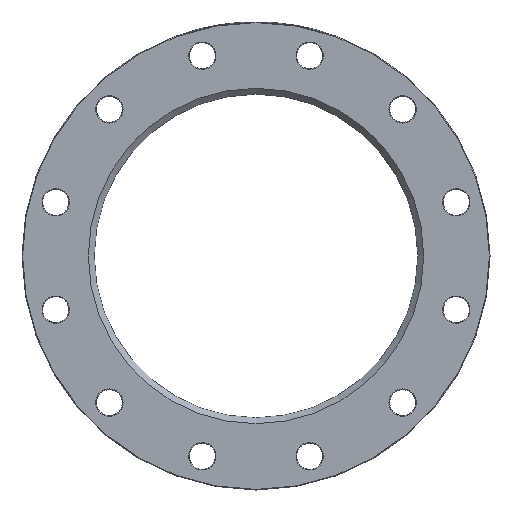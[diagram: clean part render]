
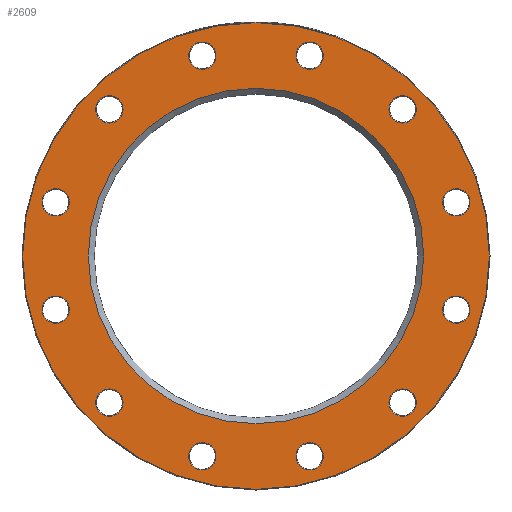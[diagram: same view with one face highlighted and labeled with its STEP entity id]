
A CAD part, left-side view. The second image highlights one B-rep face of the part: STEP entity #2609.
In plain terms, the highlighted planar face has unit normal (-1, 0, 0).
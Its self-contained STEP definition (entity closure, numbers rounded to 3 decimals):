
#62 = CARTESIAN_POINT ( 'NONE',  ( 0., 0., 0. ) ) ;
#71 = CARTESIAN_POINT ( 'NONE',  ( 0., 0., -141.5 ) ) ;
#146 = ORIENTED_EDGE ( 'NONE', *, *, #3874, .T. ) ;
#179 = EDGE_CURVE ( 'NONE', #5208, #5208, #1885, .T. ) ;
#194 = CARTESIAN_POINT ( 'NONE',  ( 0., 169.037, -45.293 ) ) ;
#255 = AXIS2_PLACEMENT_3D ( 'NONE', #5597, #557, #1677 ) ;
#256 = EDGE_CURVE ( 'NONE', #4709, #4709, #6843, .T. ) ;
#279 = CIRCLE ( 'NONE', #5849, 11.5 ) ;
#362 = AXIS2_PLACEMENT_3D ( 'NONE', #4170, #5365, #858 ) ;
#393 = DIRECTION ( 'NONE',  ( 1., 0., 0. ) ) ;
#396 = DIRECTION ( 'NONE',  ( 0., 0., -1. ) ) ;
#404 = EDGE_CURVE ( 'NONE', #2485, #2485, #5829, .T. ) ;
#412 = VERTEX_POINT ( 'NONE', #3350 ) ;
#460 = DIRECTION ( 'NONE',  ( 1., 0., 0. ) ) ;
#498 = AXIS2_PLACEMENT_3D ( 'NONE', #4975, #1504, #5432 ) ;
#556 = EDGE_LOOP ( 'NONE', ( #1655 ) ) ;
#557 = DIRECTION ( 'NONE',  ( 1., 0., 0. ) ) ;
#594 = ORIENTED_EDGE ( 'NONE', *, *, #179, .T. ) ;
#815 = AXIS2_PLACEMENT_3D ( 'NONE', #879, #5820, #1939 ) ;
#839 = CIRCLE ( 'NONE', #255, 141.5 ) ;
#845 = VERTEX_POINT ( 'NONE', #6350 ) ;
#858 = DIRECTION ( 'NONE',  ( 0., 0., -1. ) ) ;
#879 = CARTESIAN_POINT ( 'NONE',  ( 0., 45.293, -169.037 ) ) ;
#884 = FACE_BOUND ( 'NONE', #2946, .T. ) ;
#886 = EDGE_LOOP ( 'NONE', ( #594 ) ) ;
#957 = DIRECTION ( 'NONE',  ( 0., 0., -1. ) ) ;
#1092 = CIRCLE ( 'NONE', #2285, 197. ) ;
#1153 = EDGE_CURVE ( 'NONE', #3613, #3613, #1092, .T. ) ;
#1177 = CIRCLE ( 'NONE', #6045, 11.5 ) ;
#1187 = DIRECTION ( 'NONE',  ( 0., 0., -1. ) ) ;
#1303 = DIRECTION ( 'NONE',  ( 1., 0., 0. ) ) ;
#1354 = CARTESIAN_POINT ( 'NONE',  ( 0., 45.293, 157.537 ) ) ;
#1365 = DIRECTION ( 'NONE',  ( 1., 0., 0. ) ) ;
#1400 = CARTESIAN_POINT ( 'NONE',  ( 0., 123.744, -123.744 ) ) ;
#1425 = FACE_BOUND ( 'NONE', #4689, .T. ) ;
#1499 = FACE_BOUND ( 'NONE', #2552, .T. ) ;
#1504 = DIRECTION ( 'NONE',  ( 1., 0., 0. ) ) ;
#1560 = ORIENTED_EDGE ( 'NONE', *, *, #4143, .T. ) ;
#1629 = AXIS2_PLACEMENT_3D ( 'NONE', #3763, #2092, #957 ) ;
#1639 = AXIS2_PLACEMENT_3D ( 'NONE', #1400, #1365, #5793 ) ;
#1655 = ORIENTED_EDGE ( 'NONE', *, *, #5020, .T. ) ;
#1677 = DIRECTION ( 'NONE',  ( 0., 0., -1. ) ) ;
#1754 = AXIS2_PLACEMENT_3D ( 'NONE', #2717, #460, #2644 ) ;
#1800 = DIRECTION ( 'NONE',  ( 1., 0., 0. ) ) ;
#1807 = DIRECTION ( 'NONE',  ( 0., 0., -1. ) ) ;
#1820 = ORIENTED_EDGE ( 'NONE', *, *, #404, .T. ) ;
#1885 = CIRCLE ( 'NONE', #5941, 11.5 ) ;
#1900 = CARTESIAN_POINT ( 'NONE',  ( 0., -123.744, 112.244 ) ) ;
#1939 = DIRECTION ( 'NONE',  ( 0., 0., -1. ) ) ;
#2008 = CIRCLE ( 'NONE', #4921, 11.5 ) ;
#2037 = DIRECTION ( 'NONE',  ( 0., 0., -1. ) ) ;
#2053 = CARTESIAN_POINT ( 'NONE',  ( 0., 123.744, 112.244 ) ) ;
#2057 = FACE_BOUND ( 'NONE', #6202, .T. ) ;
#2073 = CARTESIAN_POINT ( 'NONE',  ( 0., -45.293, 169.037 ) ) ;
#2092 = DIRECTION ( 'NONE',  ( 1., 0., 0. ) ) ;
#2094 = ORIENTED_EDGE ( 'NONE', *, *, #4591, .T. ) ;
#2194 = EDGE_CURVE ( 'NONE', #845, #845, #7066, .T. ) ;
#2226 = CARTESIAN_POINT ( 'NONE',  ( 0., -169.037, -56.793 ) ) ;
#2233 = CIRCLE ( 'NONE', #2341, 11.5 ) ;
#2285 = AXIS2_PLACEMENT_3D ( 'NONE', #62, #6087, #1187 ) ;
#2341 = AXIS2_PLACEMENT_3D ( 'NONE', #194, #1800, #2852 ) ;
#2485 = VERTEX_POINT ( 'NONE', #4779 ) ;
#2552 = EDGE_LOOP ( 'NONE', ( #2812 ) ) ;
#2554 = CARTESIAN_POINT ( 'NONE',  ( 0., 0., -197. ) ) ;
#2558 = FACE_BOUND ( 'NONE', #886, .T. ) ;
#2597 = FACE_BOUND ( 'NONE', #3241, .T. ) ;
#2609 = ADVANCED_FACE ( 'NONE', ( #6966, #3256, #2558, #5427, #3221, #3183, #6391, #4355, #2057, #2597, #1425, #884, #1499, #3652 ), #7039, .F. ) ;
#2638 = EDGE_LOOP ( 'NONE', ( #3526 ) ) ;
#2644 = DIRECTION ( 'NONE',  ( 0., 0., -1. ) ) ;
#2668 = CARTESIAN_POINT ( 'NONE',  ( 0., 169.037, -56.793 ) ) ;
#2717 = CARTESIAN_POINT ( 'NONE',  ( 0., -169.037, -45.293 ) ) ;
#2812 = ORIENTED_EDGE ( 'NONE', *, *, #4698, .T. ) ;
#2852 = DIRECTION ( 'NONE',  ( 0., 0., -1. ) ) ;
#2946 = EDGE_LOOP ( 'NONE', ( #3498 ) ) ;
#3099 = CARTESIAN_POINT ( 'NONE',  ( 0., -169.037, 33.793 ) ) ;
#3175 = EDGE_LOOP ( 'NONE', ( #5736 ) ) ;
#3183 = FACE_BOUND ( 'NONE', #4498, .T. ) ;
#3221 = FACE_BOUND ( 'NONE', #6947, .T. ) ;
#3239 = CARTESIAN_POINT ( 'NONE',  ( 0., 169.037, 45.293 ) ) ;
#3241 = EDGE_LOOP ( 'NONE', ( #1820 ) ) ;
#3256 = FACE_OUTER_BOUND ( 'NONE', #6253, .T. ) ;
#3350 = CARTESIAN_POINT ( 'NONE',  ( 0., -45.293, 157.537 ) ) ;
#3383 = CARTESIAN_POINT ( 'NONE',  ( 0., -123.744, -135.244 ) ) ;
#3498 = ORIENTED_EDGE ( 'NONE', *, *, #3832, .T. ) ;
#3520 = DIRECTION ( 'NONE',  ( 1., 0., 0. ) ) ;
#3526 = ORIENTED_EDGE ( 'NONE', *, *, #256, .T. ) ;
#3530 = DIRECTION ( 'NONE',  ( 0., 0., -1. ) ) ;
#3613 = VERTEX_POINT ( 'NONE', #2554 ) ;
#3652 = FACE_BOUND ( 'NONE', #556, .T. ) ;
#3685 = VERTEX_POINT ( 'NONE', #4193 ) ;
#3707 = DIRECTION ( 'NONE',  ( 1., 0., 0. ) ) ;
#3718 = ORIENTED_EDGE ( 'NONE', *, *, #1153, .T. ) ;
#3759 = VERTEX_POINT ( 'NONE', #3383 ) ;
#3763 = CARTESIAN_POINT ( 'NONE',  ( 0., 136.5, 0. ) ) ;
#3832 = EDGE_CURVE ( 'NONE', #3685, #3685, #5809, .T. ) ;
#3874 = EDGE_CURVE ( 'NONE', #5893, #5893, #4669, .T. ) ;
#3964 = CARTESIAN_POINT ( 'NONE',  ( 0., 169.037, 33.793 ) ) ;
#4115 = CIRCLE ( 'NONE', #5387, 11.5 ) ;
#4123 = VERTEX_POINT ( 'NONE', #1354 ) ;
#4143 = EDGE_CURVE ( 'NONE', #4123, #4123, #1177, .T. ) ;
#4170 = CARTESIAN_POINT ( 'NONE',  ( 0., -123.744, 123.744 ) ) ;
#4193 = CARTESIAN_POINT ( 'NONE',  ( 0., 123.744, -135.244 ) ) ;
#4355 = FACE_BOUND ( 'NONE', #5991, .T. ) ;
#4364 = ORIENTED_EDGE ( 'NONE', *, *, #5810, .T. ) ;
#4443 = VERTEX_POINT ( 'NONE', #2668 ) ;
#4498 = EDGE_LOOP ( 'NONE', ( #146 ) ) ;
#4503 = DIRECTION ( 'NONE',  ( 1., 0., 0. ) ) ;
#4591 = EDGE_CURVE ( 'NONE', #6498, #6498, #5815, .T. ) ;
#4647 = CARTESIAN_POINT ( 'NONE',  ( 0., 123.744, 123.744 ) ) ;
#4669 = CIRCLE ( 'NONE', #362, 11.5 ) ;
#4689 = EDGE_LOOP ( 'NONE', ( #6925 ) ) ;
#4698 = EDGE_CURVE ( 'NONE', #4443, #4443, #2233, .T. ) ;
#4709 = VERTEX_POINT ( 'NONE', #3099 ) ;
#4779 = CARTESIAN_POINT ( 'NONE',  ( 0., -45.293, -180.537 ) ) ;
#4921 = AXIS2_PLACEMENT_3D ( 'NONE', #2073, #393, #2037 ) ;
#4975 = CARTESIAN_POINT ( 'NONE',  ( 0., -45.293, -169.037 ) ) ;
#5020 = EDGE_CURVE ( 'NONE', #5060, #5060, #279, .T. ) ;
#5060 = VERTEX_POINT ( 'NONE', #3964 ) ;
#5208 = VERTEX_POINT ( 'NONE', #2053 ) ;
#5365 = DIRECTION ( 'NONE',  ( 1., 0., 0. ) ) ;
#5387 = AXIS2_PLACEMENT_3D ( 'NONE', #6872, #3707, #5914 ) ;
#5427 = FACE_BOUND ( 'NONE', #5772, .T. ) ;
#5432 = DIRECTION ( 'NONE',  ( 0., 0., -1. ) ) ;
#5597 = CARTESIAN_POINT ( 'NONE',  ( 0., 0., 0. ) ) ;
#5736 = ORIENTED_EDGE ( 'NONE', *, *, #6165, .T. ) ;
#5772 = EDGE_LOOP ( 'NONE', ( #1560 ) ) ;
#5793 = DIRECTION ( 'NONE',  ( 0., 0., -1. ) ) ;
#5809 = CIRCLE ( 'NONE', #1639, 11.5 ) ;
#5810 = EDGE_CURVE ( 'NONE', #3759, #3759, #4115, .T. ) ;
#5815 = CIRCLE ( 'NONE', #1754, 11.5 ) ;
#5820 = DIRECTION ( 'NONE',  ( 1., 0., 0. ) ) ;
#5829 = CIRCLE ( 'NONE', #498, 11.5 ) ;
#5849 = AXIS2_PLACEMENT_3D ( 'NONE', #3239, #5952, #396 ) ;
#5861 = EDGE_CURVE ( 'NONE', #412, #412, #2008, .T. ) ;
#5893 = VERTEX_POINT ( 'NONE', #1900 ) ;
#5914 = DIRECTION ( 'NONE',  ( 0., 0., -1. ) ) ;
#5941 = AXIS2_PLACEMENT_3D ( 'NONE', #4647, #4503, #6682 ) ;
#5952 = DIRECTION ( 'NONE',  ( 1., 0., 0. ) ) ;
#5991 = EDGE_LOOP ( 'NONE', ( #2094 ) ) ;
#6023 = ORIENTED_EDGE ( 'NONE', *, *, #5861, .T. ) ;
#6045 = AXIS2_PLACEMENT_3D ( 'NONE', #6767, #1303, #3530 ) ;
#6087 = DIRECTION ( 'NONE',  ( -1., 0., 0. ) ) ;
#6165 = EDGE_CURVE ( 'NONE', #6660, #6660, #839, .T. ) ;
#6202 = EDGE_LOOP ( 'NONE', ( #4364 ) ) ;
#6253 = EDGE_LOOP ( 'NONE', ( #3718 ) ) ;
#6350 = CARTESIAN_POINT ( 'NONE',  ( 0., 45.293, -180.537 ) ) ;
#6391 = FACE_BOUND ( 'NONE', #2638, .T. ) ;
#6498 = VERTEX_POINT ( 'NONE', #2226 ) ;
#6660 = VERTEX_POINT ( 'NONE', #71 ) ;
#6682 = DIRECTION ( 'NONE',  ( 0., 0., -1. ) ) ;
#6767 = CARTESIAN_POINT ( 'NONE',  ( 0., 45.293, 169.037 ) ) ;
#6790 = CARTESIAN_POINT ( 'NONE',  ( 0., -169.037, 45.293 ) ) ;
#6843 = CIRCLE ( 'NONE', #6963, 11.5 ) ;
#6872 = CARTESIAN_POINT ( 'NONE',  ( 0., -123.744, -123.744 ) ) ;
#6925 = ORIENTED_EDGE ( 'NONE', *, *, #2194, .T. ) ;
#6947 = EDGE_LOOP ( 'NONE', ( #6023 ) ) ;
#6963 = AXIS2_PLACEMENT_3D ( 'NONE', #6790, #3520, #1807 ) ;
#6966 = FACE_BOUND ( 'NONE', #3175, .T. ) ;
#7039 = PLANE ( 'NONE',  #1629 ) ;
#7066 = CIRCLE ( 'NONE', #815, 11.5 ) ;
